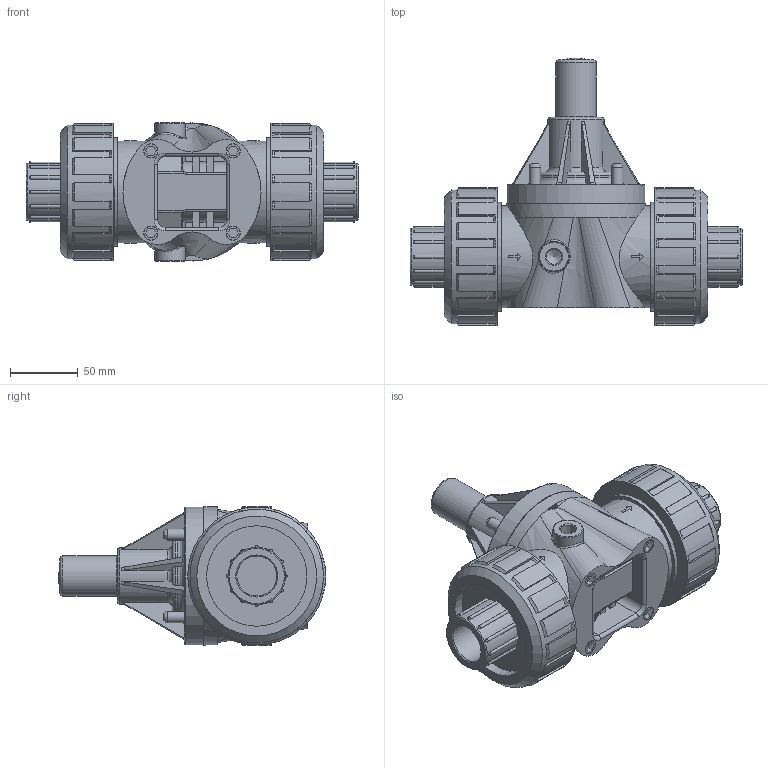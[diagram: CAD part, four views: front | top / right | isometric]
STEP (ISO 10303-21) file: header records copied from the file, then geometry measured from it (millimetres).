
FILE_DESCRIPTION((''),'2;1');
FILE_NAME('ECO-110G-PVC_R0.ipt.stp','2017-03-06T09:33:34',(''),(''),'Autodesk Inventor 2009','Autodesk Inventor 2009','');
FILE_SCHEMA(('AUTOMOTIVE_DESIGN { 1 0 10303 214 1 1 1 1 }'));
Length unit declared in the file: inch
Products named in the file (1): ECO-110G-PVC_R0
Bounding box: 244.35 x 196.69 x 101.6 mm (x, y, z)
Volume: 1430019.3 mm3; surface area: 189618.5 mm2
Topology: 1 solids, 33 shells, 808 faces, 2049 edges, 1341 vertices
Faces by surface type: plane 274, bspline 237, cylinder 162, cone 108, torus 27
Full cylindrical faces by diameter (mm): 5.842 x4, 6.502 x1, 8.382 x4, 10.16 x4, 11.112 x1, 11.113 x1, 22.225 x2, 29.369 x2, 29.972 x1, 41.656 x1, 42.164 x2, 59.436 x2, 70.104 x2, 73.914 x2, 74.854 x1, 75.8 x2, 79.929 x2, 80.213 x4, 82.931 x2, 98.298 x2, 101.346 x2, 101.6 x2
Entity records: 37644 total; most frequent: CARTESIAN_POINT 18981, ORIENTED_EDGE 3870, DIRECTION 3338, EDGE_CURVE 1935, VERTEX_POINT 1317, AXIS2_PLACEMENT_3D 1310, EDGE_LOOP 942, FACE_OUTER_BOUND 808
